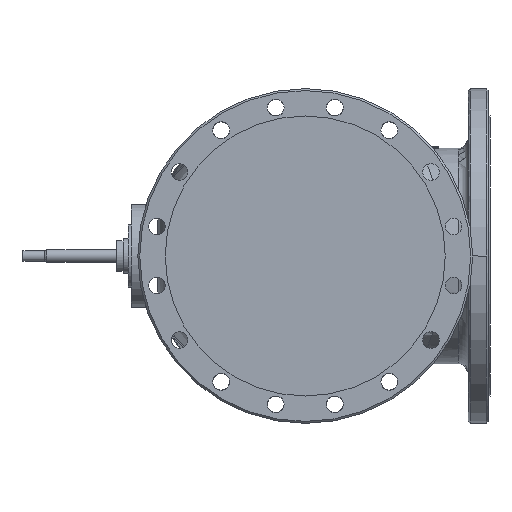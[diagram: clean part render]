
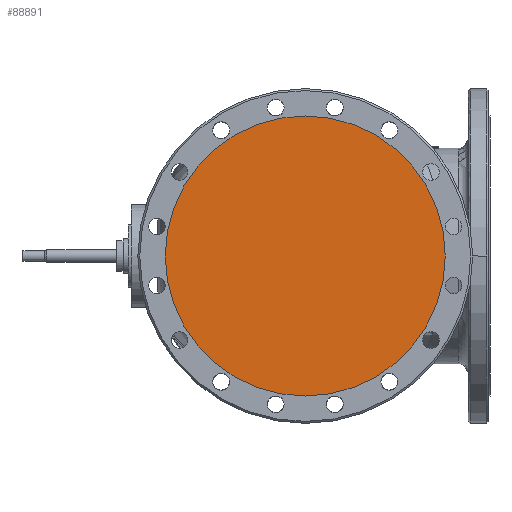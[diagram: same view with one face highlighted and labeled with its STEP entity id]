
A CAD part, left-side view. The second image highlights one B-rep face of the part: STEP entity #88891.
In plain terms, the highlighted planar face has unit normal (1, 0, 0).
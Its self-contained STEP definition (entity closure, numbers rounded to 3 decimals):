
#3405 = PLANE ( 'NONE',  #34276 ) ;
#9192 = CIRCLE ( 'NONE', #44371, 217.5 ) ;
#11571 = DIRECTION ( 'NONE',  ( 0., 1., 0. ) ) ;
#13929 = VERTEX_POINT ( 'NONE', #37268 ) ;
#14655 = DIRECTION ( 'NONE',  ( 1., 0., 0. ) ) ;
#16238 = FACE_OUTER_BOUND ( 'NONE', #36227, .T. ) ;
#28892 = VERTEX_POINT ( 'NONE', #37216 ) ;
#34276 = AXIS2_PLACEMENT_3D ( 'NONE', #36420, #60849, #11571 ) ;
#36227 = EDGE_LOOP ( 'NONE', ( #97243, #63062 ) ) ;
#36420 = CARTESIAN_POINT ( 'NONE',  ( -393.5, 202.034, -73.534 ) ) ;
#37216 = CARTESIAN_POINT ( 'NONE',  ( -393.5, 217.5, 0. ) ) ;
#37268 = CARTESIAN_POINT ( 'NONE',  ( -393.5, -217.5, 0. ) ) ;
#37992 = DIRECTION ( 'NONE',  ( 0., -1., 0. ) ) ;
#44371 = AXIS2_PLACEMENT_3D ( 'NONE', #72034, #14655, #46910 ) ;
#46910 = DIRECTION ( 'NONE',  ( 0., -1., 0. ) ) ;
#60849 = DIRECTION ( 'NONE',  ( 1., 0., 0. ) ) ;
#62062 = CARTESIAN_POINT ( 'NONE',  ( -393.5, 0., 0. ) ) ;
#63062 = ORIENTED_EDGE ( 'NONE', *, *, #95503, .T. ) ;
#64880 = EDGE_CURVE ( 'NONE', #13929, #28892, #9192, .T. ) ;
#72034 = CARTESIAN_POINT ( 'NONE',  ( -393.5, 0., 0. ) ) ;
#85814 = DIRECTION ( 'NONE',  ( 1., 0., 0. ) ) ;
#88891 = ADVANCED_FACE ( 'NONE', ( #16238 ), #3405, .T. ) ;
#94758 = AXIS2_PLACEMENT_3D ( 'NONE', #62062, #85814, #37992 ) ;
#95503 = EDGE_CURVE ( 'NONE', #28892, #13929, #100613, .T. ) ;
#97243 = ORIENTED_EDGE ( 'NONE', *, *, #64880, .T. ) ;
#100613 = CIRCLE ( 'NONE', #94758, 217.5 ) ;
